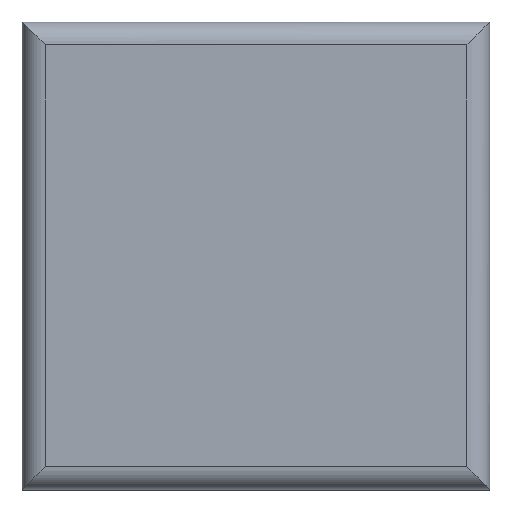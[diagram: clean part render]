
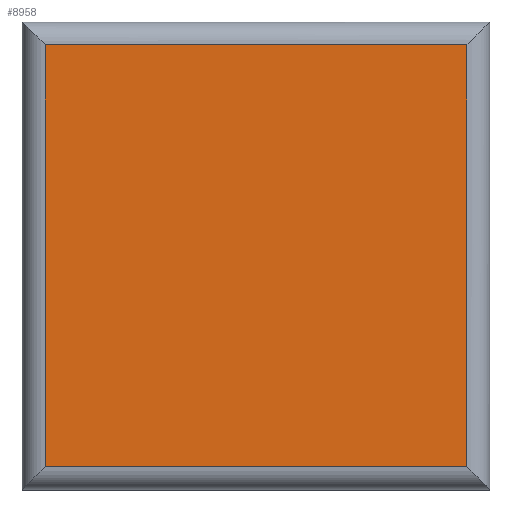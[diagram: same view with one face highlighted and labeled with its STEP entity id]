
A CAD part, top view. The second image highlights one B-rep face of the part: STEP entity #8958.
In plain terms, the highlighted planar face has unit normal (0, 0, 1).
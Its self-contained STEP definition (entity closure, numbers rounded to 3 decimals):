
#8806 = VERTEX_POINT('',#8807);
#8807 = CARTESIAN_POINT('',(-4.6,-4.6,9.5));
#8814 = EDGE_CURVE('',#8806,#8815,#8817,.T.);
#8815 = VERTEX_POINT('',#8816);
#8816 = CARTESIAN_POINT('',(-4.6,4.6,9.5));
#8817 = LINE('',#8818,#8819);
#8818 = CARTESIAN_POINT('',(-4.6,-5.1,9.5));
#8819 = VECTOR('',#8820,1.);
#8820 = DIRECTION('',(0.,1.,0.));
#8938 = EDGE_CURVE('',#8806,#8939,#8941,.T.);
#8939 = VERTEX_POINT('',#8940);
#8940 = CARTESIAN_POINT('',(4.6,-4.6,9.5));
#8941 = LINE('',#8942,#8943);
#8942 = CARTESIAN_POINT('',(-5.1,-4.6,9.5));
#8943 = VECTOR('',#8944,1.);
#8944 = DIRECTION('',(1.,0.,0.));
#8958 = ADVANCED_FACE('',(#8959),#8977,.T.);
#8959 = FACE_BOUND('',#8960,.T.);
#8960 = EDGE_LOOP('',(#8961,#8962,#8963,#8971));
#8961 = ORIENTED_EDGE('',*,*,#8814,.F.);
#8962 = ORIENTED_EDGE('',*,*,#8938,.T.);
#8963 = ORIENTED_EDGE('',*,*,#8964,.T.);
#8964 = EDGE_CURVE('',#8939,#8965,#8967,.T.);
#8965 = VERTEX_POINT('',#8966);
#8966 = CARTESIAN_POINT('',(4.6,4.6,9.5));
#8967 = LINE('',#8968,#8969);
#8968 = CARTESIAN_POINT('',(4.6,-5.1,9.5));
#8969 = VECTOR('',#8970,1.);
#8970 = DIRECTION('',(0.,1.,0.));
#8971 = ORIENTED_EDGE('',*,*,#8972,.F.);
#8972 = EDGE_CURVE('',#8815,#8965,#8973,.T.);
#8973 = LINE('',#8974,#8975);
#8974 = CARTESIAN_POINT('',(-5.1,4.6,9.5));
#8975 = VECTOR('',#8976,1.);
#8976 = DIRECTION('',(1.,0.,0.));
#8977 = PLANE('',#8978);
#8978 = AXIS2_PLACEMENT_3D('',#8979,#8980,#8981);
#8979 = CARTESIAN_POINT('',(-5.1,-5.1,9.5));
#8980 = DIRECTION('',(0.,0.,1.));
#8981 = DIRECTION('',(1.,0.,0.));
